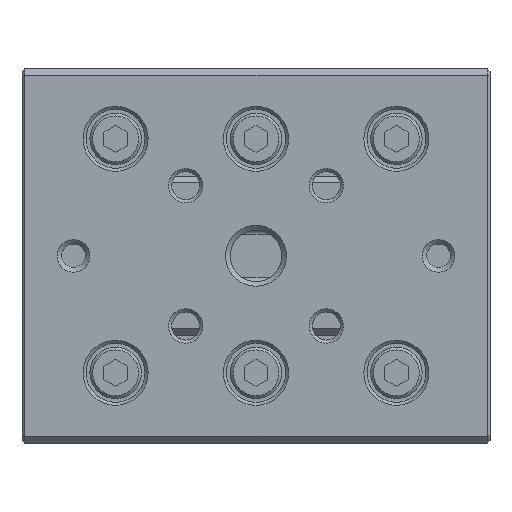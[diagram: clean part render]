
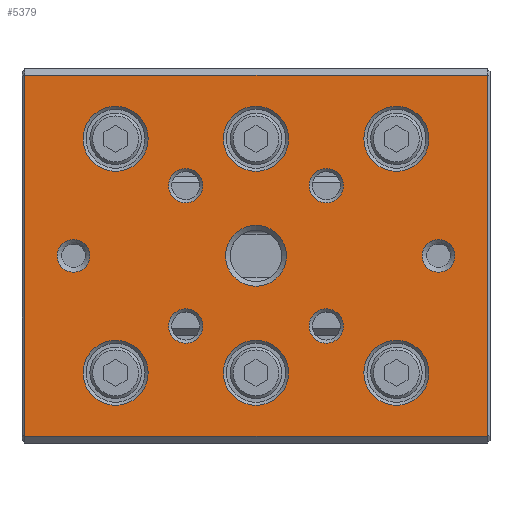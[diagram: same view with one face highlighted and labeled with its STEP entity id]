
A CAD part, top view. The second image highlights one B-rep face of the part: STEP entity #5379.
In plain terms, the highlighted planar face has unit normal (0, 0, 1).
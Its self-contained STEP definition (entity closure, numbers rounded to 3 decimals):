
#4838=FACE_BOUND('',#7951,.T.);
#4839=FACE_BOUND('',#7952,.T.);
#4840=FACE_BOUND('',#7953,.T.);
#4841=FACE_BOUND('',#7954,.T.);
#4842=FACE_BOUND('',#7955,.T.);
#4843=FACE_BOUND('',#7956,.T.);
#4844=FACE_BOUND('',#7957,.T.);
#4845=FACE_BOUND('',#7958,.T.);
#4846=FACE_BOUND('',#7959,.T.);
#4847=FACE_BOUND('',#7960,.T.);
#4848=FACE_BOUND('',#7961,.T.);
#4849=FACE_BOUND('',#7962,.T.);
#4850=FACE_BOUND('',#7963,.T.);
#4851=FACE_BOUND('',#7964,.T.);
#5113=CIRCLE('',#21158,3.25);
#5114=CIRCLE('',#21159,1.75);
#5115=CIRCLE('',#21160,1.75);
#5116=CIRCLE('',#21161,1.833);
#5117=CIRCLE('',#21162,1.833);
#5118=CIRCLE('',#21163,1.833);
#5119=CIRCLE('',#21164,1.833);
#5120=CIRCLE('',#21165,3.475);
#5121=CIRCLE('',#21166,3.475);
#5122=CIRCLE('',#21167,3.475);
#5123=CIRCLE('',#21168,3.475);
#5124=CIRCLE('',#21169,3.475);
#5125=CIRCLE('',#21170,3.475);
#5379=ADVANCED_FACE('',(#4838,#4839,#4840,#4841,#4842,#4843,#4844,#4845,
#4846,#4847,#4848,#4849,#4850,#4851),#6294,.F.);
#6294=PLANE('',#21171);
#7951=EDGE_LOOP('',(#10031));
#7952=EDGE_LOOP('',(#10032));
#7953=EDGE_LOOP('',(#10033));
#7954=EDGE_LOOP('',(#10034));
#7955=EDGE_LOOP('',(#10035));
#7956=EDGE_LOOP('',(#10036));
#7957=EDGE_LOOP('',(#10037));
#7958=EDGE_LOOP('',(#10038));
#7959=EDGE_LOOP('',(#10039));
#7960=EDGE_LOOP('',(#10040));
#7961=EDGE_LOOP('',(#10041));
#7962=EDGE_LOOP('',(#10042));
#7963=EDGE_LOOP('',(#10043));
#7964=EDGE_LOOP('',(#10044,#10045,#10046,#10047));
#10031=ORIENTED_EDGE('',*,*,#15844,.T.);
#10032=ORIENTED_EDGE('',*,*,#15845,.F.);
#10033=ORIENTED_EDGE('',*,*,#15846,.T.);
#10034=ORIENTED_EDGE('',*,*,#15847,.T.);
#10035=ORIENTED_EDGE('',*,*,#15848,.T.);
#10036=ORIENTED_EDGE('',*,*,#15849,.T.);
#10037=ORIENTED_EDGE('',*,*,#15850,.T.);
#10038=ORIENTED_EDGE('',*,*,#15851,.T.);
#10039=ORIENTED_EDGE('',*,*,#15852,.T.);
#10040=ORIENTED_EDGE('',*,*,#15853,.T.);
#10041=ORIENTED_EDGE('',*,*,#15854,.T.);
#10042=ORIENTED_EDGE('',*,*,#15855,.T.);
#10043=ORIENTED_EDGE('',*,*,#15856,.T.);
#10044=ORIENTED_EDGE('',*,*,#15857,.T.);
#10045=ORIENTED_EDGE('',*,*,#15858,.T.);
#10046=ORIENTED_EDGE('',*,*,#15859,.T.);
#10047=ORIENTED_EDGE('',*,*,#15860,.T.);
#14165=VERTEX_POINT('',#27723);
#14166=VERTEX_POINT('',#27725);
#14167=VERTEX_POINT('',#27727);
#14168=VERTEX_POINT('',#27729);
#14169=VERTEX_POINT('',#27731);
#14170=VERTEX_POINT('',#27733);
#14171=VERTEX_POINT('',#27735);
#14172=VERTEX_POINT('',#27737);
#14173=VERTEX_POINT('',#27739);
#14174=VERTEX_POINT('',#27741);
#14175=VERTEX_POINT('',#27743);
#14176=VERTEX_POINT('',#27745);
#14177=VERTEX_POINT('',#27747);
#14178=VERTEX_POINT('',#27749);
#14179=VERTEX_POINT('',#27750);
#14180=VERTEX_POINT('',#27752);
#14181=VERTEX_POINT('',#27754);
#15844=EDGE_CURVE('',#14165,#14165,#5113,.T.);
#15845=EDGE_CURVE('',#14166,#14166,#5114,.T.);
#15846=EDGE_CURVE('',#14167,#14167,#5115,.T.);
#15847=EDGE_CURVE('',#14168,#14168,#5116,.T.);
#15848=EDGE_CURVE('',#14169,#14169,#5117,.T.);
#15849=EDGE_CURVE('',#14170,#14170,#5118,.T.);
#15850=EDGE_CURVE('',#14171,#14171,#5119,.T.);
#15851=EDGE_CURVE('',#14172,#14172,#5120,.T.);
#15852=EDGE_CURVE('',#14173,#14173,#5121,.T.);
#15853=EDGE_CURVE('',#14174,#14174,#5122,.T.);
#15854=EDGE_CURVE('',#14175,#14175,#5123,.T.);
#15855=EDGE_CURVE('',#14176,#14176,#5124,.T.);
#15856=EDGE_CURVE('',#14177,#14177,#5125,.T.);
#15857=EDGE_CURVE('',#14178,#14179,#17926,.T.);
#15858=EDGE_CURVE('',#14179,#14180,#17927,.T.);
#15859=EDGE_CURVE('',#14180,#14181,#17928,.T.);
#15860=EDGE_CURVE('',#14181,#14178,#17929,.T.);
#17926=LINE('',#27748,#19714);
#17927=LINE('',#27751,#19715);
#17928=LINE('',#27753,#19716);
#17929=LINE('',#27755,#19717);
#19714=VECTOR('',#22993,1.);
#19715=VECTOR('',#22994,1.);
#19716=VECTOR('',#22995,1.);
#19717=VECTOR('',#22996,1.);
#21158=AXIS2_PLACEMENT_3D('',#27722,#22967,#22968);
#21159=AXIS2_PLACEMENT_3D('',#27724,#22969,#22970);
#21160=AXIS2_PLACEMENT_3D('',#27726,#22971,#22972);
#21161=AXIS2_PLACEMENT_3D('',#27728,#22973,#22974);
#21162=AXIS2_PLACEMENT_3D('',#27730,#22975,#22976);
#21163=AXIS2_PLACEMENT_3D('',#27732,#22977,#22978);
#21164=AXIS2_PLACEMENT_3D('',#27734,#22979,#22980);
#21165=AXIS2_PLACEMENT_3D('',#27736,#22981,#22982);
#21166=AXIS2_PLACEMENT_3D('',#27738,#22983,#22984);
#21167=AXIS2_PLACEMENT_3D('',#27740,#22985,#22986);
#21168=AXIS2_PLACEMENT_3D('',#27742,#22987,#22988);
#21169=AXIS2_PLACEMENT_3D('',#27744,#22989,#22990);
#21170=AXIS2_PLACEMENT_3D('',#27746,#22991,#22992);
#21171=AXIS2_PLACEMENT_3D('',#27756,#22997,#22998);
#22967=DIRECTION('',(0.,0.,-1.));
#22968=DIRECTION('',(-1.,0.,0.));
#22969=DIRECTION('',(0.,0.,1.));
#22970=DIRECTION('',(1.,0.,0.));
#22971=DIRECTION('',(0.,0.,-1.));
#22972=DIRECTION('',(-1.,0.,0.));
#22973=DIRECTION('',(0.,0.,-1.));
#22974=DIRECTION('',(-1.,0.,0.));
#22975=DIRECTION('',(0.,0.,-1.));
#22976=DIRECTION('',(-1.,0.,0.));
#22977=DIRECTION('',(0.,0.,-1.));
#22978=DIRECTION('',(-1.,0.,0.));
#22979=DIRECTION('',(0.,0.,-1.));
#22980=DIRECTION('',(-1.,0.,0.));
#22981=DIRECTION('',(0.,0.,-1.));
#22982=DIRECTION('',(-1.,0.,0.));
#22983=DIRECTION('',(0.,0.,-1.));
#22984=DIRECTION('',(-1.,0.,0.));
#22985=DIRECTION('',(0.,0.,-1.));
#22986=DIRECTION('',(-1.,0.,0.));
#22987=DIRECTION('',(0.,0.,-1.));
#22988=DIRECTION('',(-1.,0.,0.));
#22989=DIRECTION('',(0.,0.,-1.));
#22990=DIRECTION('',(-1.,0.,0.));
#22991=DIRECTION('',(0.,0.,-1.));
#22992=DIRECTION('',(-1.,0.,0.));
#22993=DIRECTION('',(1.,0.,0.));
#22994=DIRECTION('',(0.,1.,0.));
#22995=DIRECTION('',(-1.,0.,0.));
#22996=DIRECTION('',(0.,-1.,0.));
#22997=DIRECTION('',(0.,0.,-1.));
#22998=DIRECTION('',(-1.,0.,0.));
#27722=CARTESIAN_POINT('',(105.,20.,21.));
#27723=CARTESIAN_POINT('',(101.75,20.,21.));
#27724=CARTESIAN_POINT('',(124.5,20.,21.));
#27725=CARTESIAN_POINT('',(126.25,20.,21.));
#27726=CARTESIAN_POINT('',(85.5,20.,21.));
#27727=CARTESIAN_POINT('',(83.75,20.,21.));
#27728=CARTESIAN_POINT('',(112.5,12.5,21.));
#27729=CARTESIAN_POINT('',(110.667,12.5,21.));
#27730=CARTESIAN_POINT('',(112.5,27.5,21.));
#27731=CARTESIAN_POINT('',(110.667,27.5,21.));
#27732=CARTESIAN_POINT('',(97.5,12.5,21.));
#27733=CARTESIAN_POINT('',(95.667,12.5,21.));
#27734=CARTESIAN_POINT('',(97.5,27.5,21.));
#27735=CARTESIAN_POINT('',(95.667,27.5,21.));
#27736=CARTESIAN_POINT('',(120.,7.5,21.));
#27737=CARTESIAN_POINT('',(116.525,7.5,21.));
#27738=CARTESIAN_POINT('',(120.,32.5,21.));
#27739=CARTESIAN_POINT('',(116.525,32.5,21.));
#27740=CARTESIAN_POINT('',(105.,7.5,21.));
#27741=CARTESIAN_POINT('',(101.525,7.5,21.));
#27742=CARTESIAN_POINT('',(105.,32.5,21.));
#27743=CARTESIAN_POINT('',(101.525,32.5,21.));
#27744=CARTESIAN_POINT('',(90.,7.5,21.));
#27745=CARTESIAN_POINT('',(86.525,7.5,21.));
#27746=CARTESIAN_POINT('',(90.,32.5,21.));
#27747=CARTESIAN_POINT('',(86.525,32.5,21.));
#27748=CARTESIAN_POINT('',(130.,0.7,21.));
#27749=CARTESIAN_POINT('',(80.3,0.7,21.));
#27750=CARTESIAN_POINT('',(129.7,0.7,21.));
#27751=CARTESIAN_POINT('',(129.7,40.,21.));
#27752=CARTESIAN_POINT('',(129.7,39.3,21.));
#27753=CARTESIAN_POINT('',(130.,39.3,21.));
#27754=CARTESIAN_POINT('',(80.3,39.3,21.));
#27755=CARTESIAN_POINT('',(80.3,0.7,21.));
#27756=CARTESIAN_POINT('',(130.,40.,21.));
